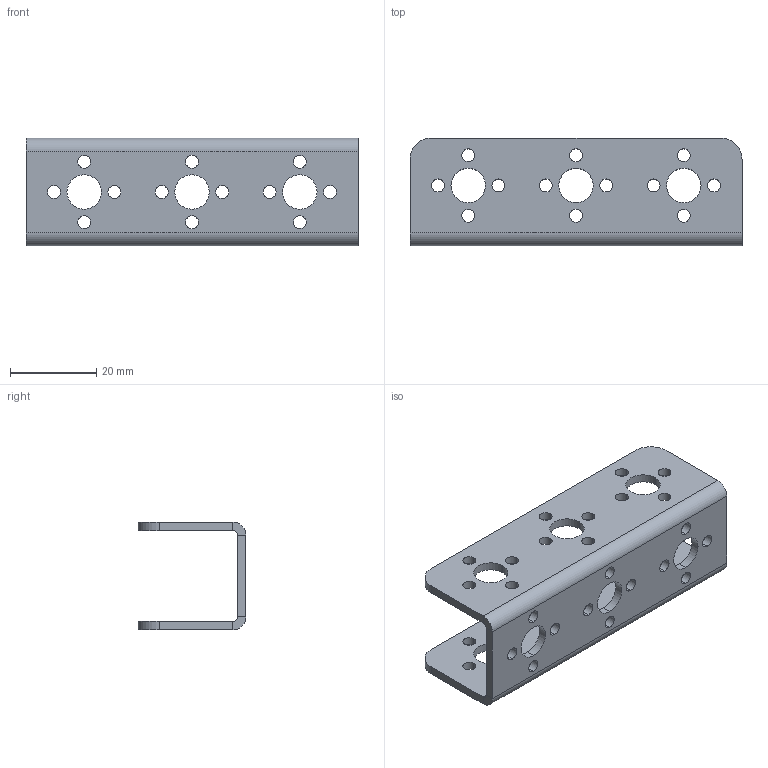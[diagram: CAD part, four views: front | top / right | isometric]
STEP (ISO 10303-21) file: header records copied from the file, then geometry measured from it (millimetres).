
FILE_DESCRIPTION (( 'STEP AP203' ), '1' );
FILE_NAME ('Channel Bracket.STEP', '2015-06-15T09:09:35', ( 'Hendricks' ), ( '' ), 'SwSTEP 2.0', 'SolidWorks 2015', '' );
FILE_SCHEMA (( 'CONFIG_CONTROL_DESIGN' ));
Length unit declared in the file: millimetre
Products named in the file (1): Channel Bracket
Bounding box: 77 x 25 x 25 mm (x, y, z)
Volume: 9213 mm3; surface area: 10911.9 mm2
Topology: 1 solids, 1 shells, 116 faces, 326 edges, 212 vertices
Faces by surface type: cylinder 98, plane 18
Entity records: 4095 total; most frequent: DIRECTION 756, CARTESIAN_POINT 655, ORIENTED_EDGE 652, EDGE_CURVE 326, AXIS2_PLACEMENT_3D 313, VERTEX_POINT 212, EDGE_LOOP 206, CIRCLE 196
